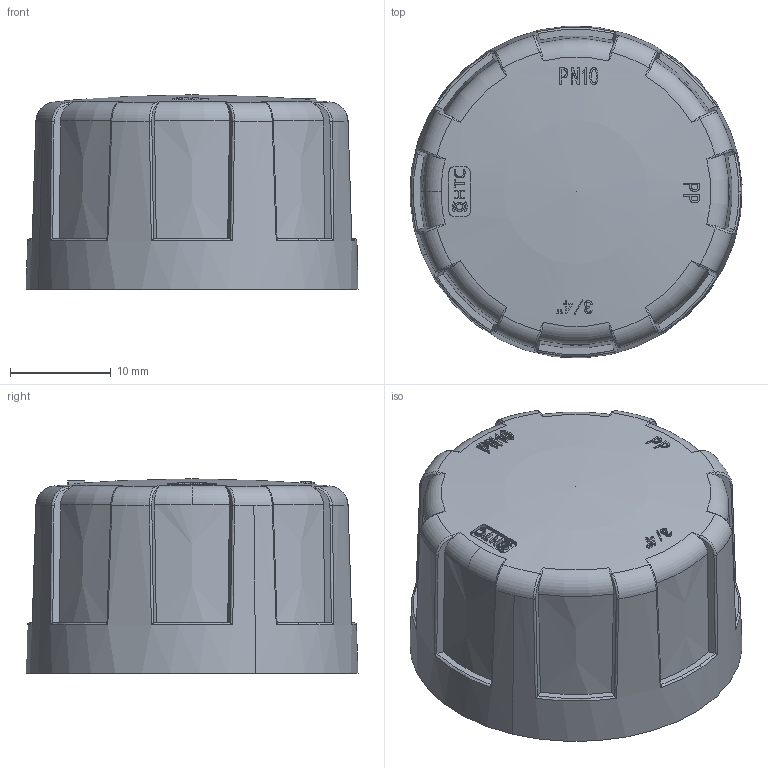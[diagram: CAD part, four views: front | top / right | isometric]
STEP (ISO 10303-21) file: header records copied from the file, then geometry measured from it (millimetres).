
FILE_DESCRIPTION (( 'STEP AP214' ), '1' );
FILE_NAME ('蚾饜极 3-4.STEP', '2025-07-08T05:40:19', ( '' ), ( '' ), 'SwSTEP 2.0', 'SolidWorks 2023', '' );
FILE_SCHEMA (( 'AUTOMOTIVE_DESIGN' ));
Length unit declared in the file: millimetre
Products named in the file (3): 2023-088; 装配体 3-4; PF0816-5
Assembly tree (2 placements, depth 2):
  装配体 3-4
    PF0816-5
    2023-088
Bounding box: 32.97 x 32.97 x 19.3 mm (x, y, z)
Volume: 7457.3 mm3; surface area: 6555.4 mm2
Topology: 2 solids, 2 shells, 337 faces, 875 edges, 563 vertices
Faces by surface type: plane 147, bspline 58, cylinder 51, torus 50, sphere 19, cone 12
Entity records: 17665 total; most frequent: CARTESIAN_POINT 9816, ORIENTED_EDGE 1728, DIRECTION 1516, EDGE_CURVE 864, AXIS2_PLACEMENT_3D 616, VERTEX_POINT 558, EDGE_LOOP 366, FACE_OUTER_BOUND 337
